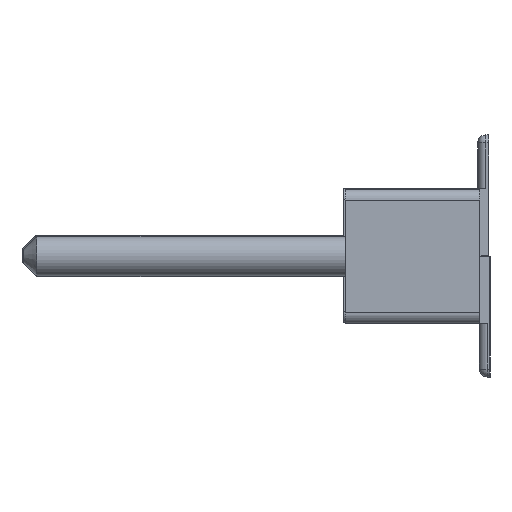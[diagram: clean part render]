
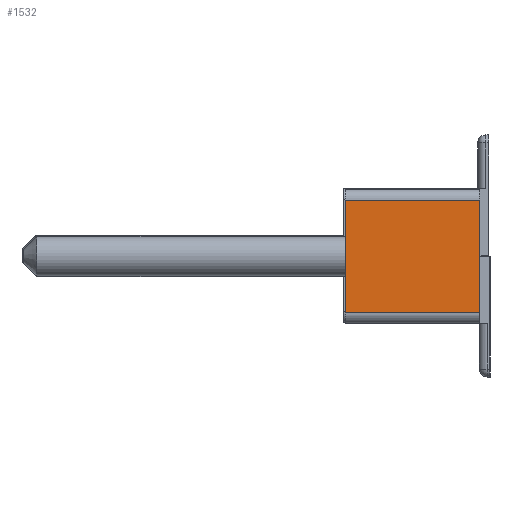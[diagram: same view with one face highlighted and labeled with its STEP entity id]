
A CAD part, left-side view. The second image highlights one B-rep face of the part: STEP entity #1532.
In plain terms, the highlighted planar face has unit normal (-1, 0, 0).
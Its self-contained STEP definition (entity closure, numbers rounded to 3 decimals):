
#27 = DIRECTION ( 'NONE',  ( 0., 0., 1. ) ) ;
#119 = DIRECTION ( 'NONE',  ( 0., -1., 0. ) ) ;
#199 = EDGE_CURVE ( 'NONE', #1461, #1102, #1454, .T. ) ;
#273 = VECTOR ( 'NONE', #351, 1000. ) ;
#284 = FACE_OUTER_BOUND ( 'NONE', #903, .T. ) ;
#338 = LINE ( 'NONE', #561, #936 ) ;
#351 = DIRECTION ( 'NONE',  ( 0., 0., 1. ) ) ;
#389 = EDGE_CURVE ( 'NONE', #536, #1142, #737, .T. ) ;
#526 = CARTESIAN_POINT ( 'NONE',  ( -1.447, 0., 1.05 ) ) ;
#536 = VERTEX_POINT ( 'NONE', #652 ) ;
#561 = CARTESIAN_POINT ( 'NONE',  ( -1.447, 2.5, -1.05 ) ) ;
#590 = CARTESIAN_POINT ( 'NONE',  ( -1.447, 0., -1.05 ) ) ;
#624 = DIRECTION ( 'NONE',  ( 0., 0., -1. ) ) ;
#650 = ORIENTED_EDGE ( 'NONE', *, *, #389, .F. ) ;
#652 = CARTESIAN_POINT ( 'NONE',  ( -1.447, 2.5, -1.05 ) ) ;
#737 = LINE ( 'NONE', #1468, #786 ) ;
#752 = CARTESIAN_POINT ( 'NONE',  ( -1.447, 2.5, -1.05 ) ) ;
#786 = VECTOR ( 'NONE', #27, 1000. ) ;
#793 = EDGE_CURVE ( 'NONE', #536, #1461, #338, .T. ) ;
#889 = CARTESIAN_POINT ( 'NONE',  ( -1.447, 2.5, 1.05 ) ) ;
#903 = EDGE_LOOP ( 'NONE', ( #1388, #983, #650, #1423 ) ) ;
#936 = VECTOR ( 'NONE', #119, 1000. ) ;
#983 = ORIENTED_EDGE ( 'NONE', *, *, #1050, .F. ) ;
#1050 = EDGE_CURVE ( 'NONE', #1142, #1102, #1275, .T. ) ;
#1102 = VERTEX_POINT ( 'NONE', #526 ) ;
#1108 = AXIS2_PLACEMENT_3D ( 'NONE', #752, #1361, #624 ) ;
#1125 = DIRECTION ( 'NONE',  ( 0., -1., 0. ) ) ;
#1142 = VERTEX_POINT ( 'NONE', #1529 ) ;
#1234 = VECTOR ( 'NONE', #1125, 1000. ) ;
#1275 = LINE ( 'NONE', #889, #1234 ) ;
#1361 = DIRECTION ( 'NONE',  ( 1., 0., 0. ) ) ;
#1388 = ORIENTED_EDGE ( 'NONE', *, *, #199, .T. ) ;
#1423 = ORIENTED_EDGE ( 'NONE', *, *, #793, .T. ) ;
#1454 = LINE ( 'NONE', #590, #273 ) ;
#1455 = CARTESIAN_POINT ( 'NONE',  ( -1.447, 0., -1.05 ) ) ;
#1461 = VERTEX_POINT ( 'NONE', #1455 ) ;
#1468 = CARTESIAN_POINT ( 'NONE',  ( -1.447, 2.5, -1.05 ) ) ;
#1476 = PLANE ( 'NONE',  #1108 ) ;
#1529 = CARTESIAN_POINT ( 'NONE',  ( -1.447, 2.5, 1.05 ) ) ;
#1532 = ADVANCED_FACE ( 'NONE', ( #284 ), #1476, .F. ) ;
